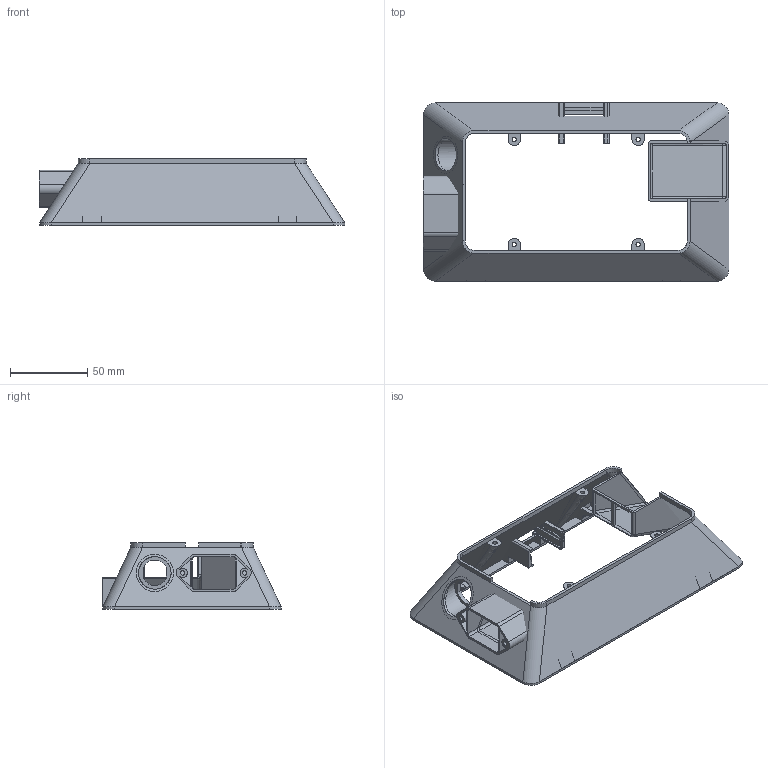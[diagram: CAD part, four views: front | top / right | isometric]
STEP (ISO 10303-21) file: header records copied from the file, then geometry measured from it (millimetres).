
FILE_DESCRIPTION(('FreeCAD Model'),'2;1');
FILE_NAME('main_enclosure3.step','2019-04-18T21:41:50',('Anool'),( 'Wyolum'),'Open CASCADE STEP processor 7.3','FreeCAD','Unknown');
FILE_SCHEMA(('AUTOMOTIVE_DESIGN { 1 0 10303 214 1 1 1 1 }'));
Length unit declared in the file: millimetre
Products named in the file (12): screw_posts; screw_posts_(Mirror_#4); screw_posts_(Mirror_#5); screw_posts_(Mirror_#6); BackBorder; BackBorder_(Mirror_#6); main_side_shell5; power_switch; cam_guide_L; cam_guide_R_mirror; power_socket_shell; front_face
Bounding box: 197.25 x 115 x 43 mm (x, y, z)
Volume: 60337.5 mm3; surface area: 83251.7 mm2
Topology: 13 solids, 13 shells, 303 faces, 834 edges, 552 vertices
Faces by surface type: plane 191, cylinder 68, bspline 32, offset 12
Full cylindrical faces by diameter (mm): 2.8 x6, 21 x2, 24 x1
Entity records: 14222 total; most frequent: CARTESIAN_POINT 6087, ORIENTED_EDGE 1668, DIRECTION 1330, EDGE_CURVE 834, VERTEX_POINT 552, LINE 548, VECTOR 548, AXIS2_PLACEMENT_3D 391
